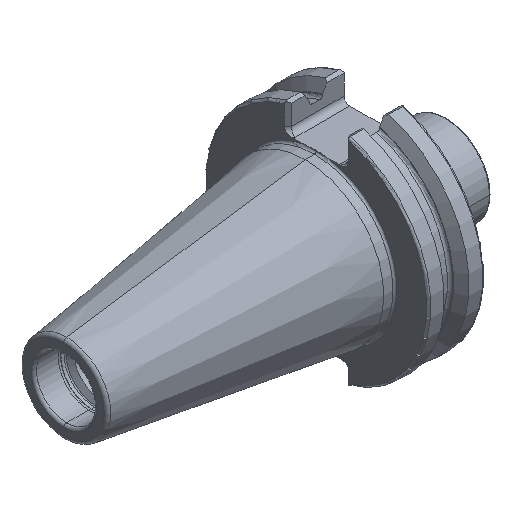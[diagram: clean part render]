
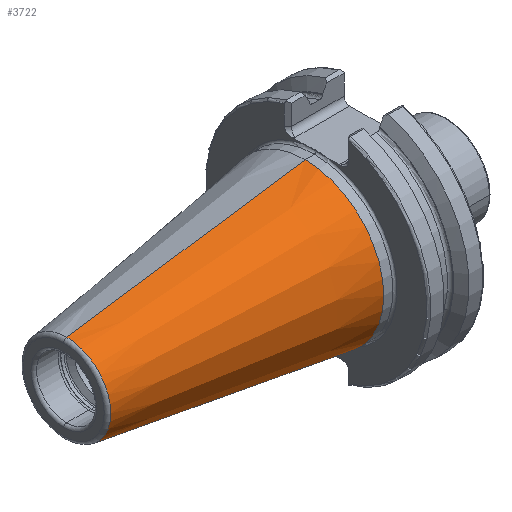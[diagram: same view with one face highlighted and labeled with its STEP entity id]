
A CAD part, isometric view. The second image highlights one B-rep face of the part: STEP entity #3722.
In plain terms, the highlighted conical face has half-angle 8.297 degrees and reference radius 22.225 mm.
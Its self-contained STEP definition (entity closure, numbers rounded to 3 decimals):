
#109 = VERTEX_POINT ( 'NONE', #1072 ) ;
#122 = DIRECTION ( 'NONE',  ( -1., 0., 0. ) ) ;
#465 = EDGE_CURVE ( 'NONE', #1146, #109, #1609, .T. ) ;
#560 = AXIS2_PLACEMENT_3D ( 'NONE', #1160, #1111, #1143 ) ;
#661 = CARTESIAN_POINT ( 'NONE',  ( 0., 0., 22.225 ) ) ;
#721 = AXIS2_PLACEMENT_3D ( 'NONE', #798, #122, #1257 ) ;
#798 = CARTESIAN_POINT ( 'NONE',  ( -67.394, 0., 0. ) ) ;
#884 = AXIS2_PLACEMENT_3D ( 'NONE', #2292, #2246, #2241 ) ;
#1001 = ORIENTED_EDGE ( 'NONE', *, *, #3518, .F. ) ;
#1069 = EDGE_CURVE ( 'NONE', #109, #4056, #4693, .T. ) ;
#1072 = CARTESIAN_POINT ( 'NONE',  ( 0., 0., -22.225 ) ) ;
#1111 = DIRECTION ( 'NONE',  ( -1., 0., 0. ) ) ;
#1127 = ORIENTED_EDGE ( 'NONE', *, *, #1448, .F. ) ;
#1143 = DIRECTION ( 'NONE',  ( 0., 0., 1. ) ) ;
#1146 = VERTEX_POINT ( 'NONE', #3789 ) ;
#1160 = CARTESIAN_POINT ( 'NONE',  ( 0., 0., 0. ) ) ;
#1181 = ORIENTED_EDGE ( 'NONE', *, *, #465, .T. ) ;
#1229 = ORIENTED_EDGE ( 'NONE', *, *, #1069, .T. ) ;
#1257 = DIRECTION ( 'NONE',  ( 0., 0., 1. ) ) ;
#1448 = EDGE_CURVE ( 'NONE', #1146, #2871, #2695, .T. ) ;
#1516 = EDGE_LOOP ( 'NONE', ( #1001, #1127, #1181, #1229 ) ) ;
#1561 = VECTOR ( 'NONE', #3290, 1000. ) ;
#1609 = LINE ( 'NONE', #3553, #1561 ) ;
#2241 = DIRECTION ( 'NONE',  ( 0., 0., -1. ) ) ;
#2246 = DIRECTION ( 'NONE',  ( 1., 0., 0. ) ) ;
#2292 = CARTESIAN_POINT ( 'NONE',  ( 0., 0., 0. ) ) ;
#2695 = CIRCLE ( 'NONE', #721, 12.397 ) ;
#2713 = CONICAL_SURFACE ( 'NONE', #884, 22.225, 0.145 ) ;
#2761 = LINE ( 'NONE', #3426, #3898 ) ;
#2871 = VERTEX_POINT ( 'NONE', #3271 ) ;
#3271 = CARTESIAN_POINT ( 'NONE',  ( -67.394, 0., 12.397 ) ) ;
#3290 = DIRECTION ( 'NONE',  ( 0.99, 0., -0.144 ) ) ;
#3408 = DIRECTION ( 'NONE',  ( 0.99, 0., 0.144 ) ) ;
#3426 = CARTESIAN_POINT ( 'NONE',  ( 0., 0., 22.225 ) ) ;
#3518 = EDGE_CURVE ( 'NONE', #2871, #4056, #2761, .T. ) ;
#3553 = CARTESIAN_POINT ( 'NONE',  ( 0., 0., -22.225 ) ) ;
#3722 = ADVANCED_FACE ( 'NONE', ( #3854 ), #2713, .T. ) ;
#3789 = CARTESIAN_POINT ( 'NONE',  ( -67.394, 0., -12.397 ) ) ;
#3854 = FACE_OUTER_BOUND ( 'NONE', #1516, .T. ) ;
#3898 = VECTOR ( 'NONE', #3408, 1000. ) ;
#4056 = VERTEX_POINT ( 'NONE', #661 ) ;
#4693 = CIRCLE ( 'NONE', #560, 22.225 ) ;
